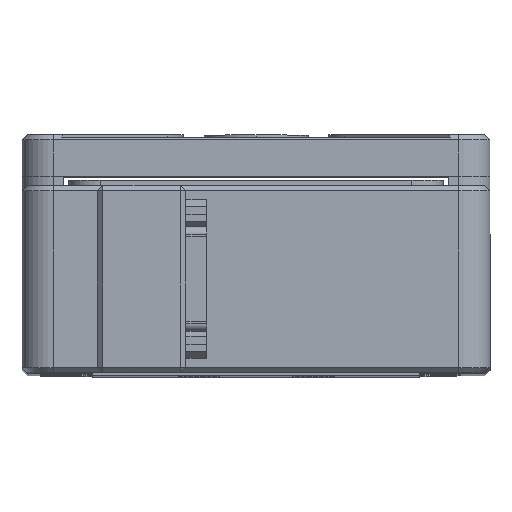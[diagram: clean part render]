
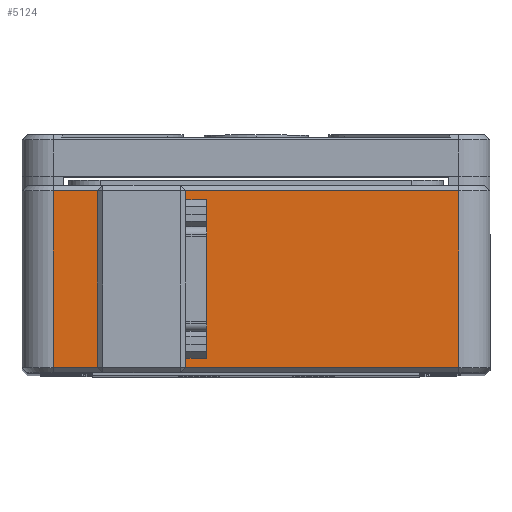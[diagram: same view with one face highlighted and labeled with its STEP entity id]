
A CAD part, top view. The second image highlights one B-rep face of the part: STEP entity #5124.
In plain terms, the highlighted planar face has unit normal (0, 0, 1).
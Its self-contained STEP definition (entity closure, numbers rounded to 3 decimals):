
#158 = ORIENTED_EDGE ( 'NONE', *, *, #4229, .T. ) ;
#345 = LINE ( 'NONE', #3570, #18322 ) ;
#788 = VERTEX_POINT ( 'NONE', #16243 ) ;
#890 = EDGE_CURVE ( 'NONE', #17970, #13592, #7334, .T. ) ;
#1203 = ORIENTED_EDGE ( 'NONE', *, *, #5551, .T. ) ;
#1531 = EDGE_CURVE ( 'NONE', #17970, #12438, #16731, .T. ) ;
#1666 = CARTESIAN_POINT ( 'NONE',  ( 39., -14.5, 220. ) ) ;
#1842 = DIRECTION ( 'NONE',  ( 0., -1., 0. ) ) ;
#1855 = ORIENTED_EDGE ( 'NONE', *, *, #7915, .T. ) ;
#1994 = CARTESIAN_POINT ( 'NONE',  ( -15.5, -12.5, 220. ) ) ;
#2014 = CARTESIAN_POINT ( 'NONE',  ( 0., 4., 220. ) ) ;
#2346 = VECTOR ( 'NONE', #7392, 1000. ) ;
#2688 = VECTOR ( 'NONE', #8909, 1000. ) ;
#2744 = CARTESIAN_POINT ( 'NONE',  ( -28.5, -12.5, 220. ) ) ;
#2906 = VECTOR ( 'NONE', #14906, 1000. ) ;
#2972 = CARTESIAN_POINT ( 'NONE',  ( -28.5, 18.5, 220. ) ) ;
#3107 = CARTESIAN_POINT ( 'NONE',  ( 0., -14.5, 220. ) ) ;
#3150 = VERTEX_POINT ( 'NONE', #3306 ) ;
#3303 = DIRECTION ( 'NONE',  ( -1., 0., 0. ) ) ;
#3306 = CARTESIAN_POINT ( 'NONE',  ( 39., 19.5, 220. ) ) ;
#3392 = CARTESIAN_POINT ( 'NONE',  ( -27.5, 17.5, 220. ) ) ;
#3478 = VECTOR ( 'NONE', #4691, 1000. ) ;
#3570 = CARTESIAN_POINT ( 'NONE',  ( 39., 4., 220. ) ) ;
#3938 = CARTESIAN_POINT ( 'NONE',  ( -16.5, 17.5, 220. ) ) ;
#3969 = EDGE_CURVE ( 'NONE', #3150, #11038, #12388, .T. ) ;
#4052 = EDGE_LOOP ( 'NONE', ( #9759, #11714, #1855, #158 ) ) ;
#4054 = DIRECTION ( 'NONE',  ( -1., 0., 0. ) ) ;
#4229 = EDGE_CURVE ( 'NONE', #788, #16569, #5836, .T. ) ;
#4233 = CARTESIAN_POINT ( 'NONE',  ( -39., 4., 220. ) ) ;
#4281 = ORIENTED_EDGE ( 'NONE', *, *, #6631, .T. ) ;
#4691 = DIRECTION ( 'NONE',  ( 1., 0., 0. ) ) ;
#4816 = LINE ( 'NONE', #2972, #2346 ) ;
#5124 = ADVANCED_FACE ( 'NONE', ( #5563, #6928 ), #12745, .F. ) ;
#5149 = CARTESIAN_POINT ( 'NONE',  ( -16.5, -13.5, 220. ) ) ;
#5232 = DIRECTION ( 'NONE',  ( 0., 1., 0. ) ) ;
#5321 = DIRECTION ( 'NONE',  ( 0., 0., -1. ) ) ;
#5337 = CARTESIAN_POINT ( 'NONE',  ( -27.5, -13.5, 220. ) ) ;
#5551 = EDGE_CURVE ( 'NONE', #10762, #13592, #16836, .T. ) ;
#5563 = FACE_BOUND ( 'NONE', #14920, .T. ) ;
#5836 = LINE ( 'NONE', #3107, #2688 ) ;
#6111 = DIRECTION ( 'NONE',  ( -1., 0., 0. ) ) ;
#6364 = CARTESIAN_POINT ( 'NONE',  ( -28.5, 17.5, 220. ) ) ;
#6631 = EDGE_CURVE ( 'NONE', #14751, #10322, #16106, .T. ) ;
#6928 = FACE_OUTER_BOUND ( 'NONE', #4052, .T. ) ;
#7268 = VECTOR ( 'NONE', #1842, 1000. ) ;
#7334 = LINE ( 'NONE', #11871, #3478 ) ;
#7392 = DIRECTION ( 'NONE',  ( -1., 0., 0. ) ) ;
#7521 = EDGE_CURVE ( 'NONE', #14751, #11512, #4816, .T. ) ;
#7623 = CARTESIAN_POINT ( 'NONE',  ( -27.5, 18.5, 220. ) ) ;
#7915 = EDGE_CURVE ( 'NONE', #11038, #788, #14942, .T. ) ;
#8076 = CIRCLE ( 'NONE', #16855, 1. ) ;
#8140 = CARTESIAN_POINT ( 'NONE',  ( -15.5, 17.5, 220. ) ) ;
#8909 = DIRECTION ( 'NONE',  ( 1., 0., 0. ) ) ;
#9186 = DIRECTION ( 'NONE',  ( 0., 1., 0. ) ) ;
#9267 = DIRECTION ( 'NONE',  ( -1., 0., 0. ) ) ;
#9447 = EDGE_CURVE ( 'NONE', #16662, #12438, #12654, .T. ) ;
#9759 = ORIENTED_EDGE ( 'NONE', *, *, #17238, .T. ) ;
#9803 = EDGE_CURVE ( 'NONE', #10762, #10322, #10399, .T. ) ;
#10322 = VERTEX_POINT ( 'NONE', #8140 ) ;
#10399 = LINE ( 'NONE', #15406, #18481 ) ;
#10409 = CARTESIAN_POINT ( 'NONE',  ( -28.5, 18.5, 220. ) ) ;
#10693 = ORIENTED_EDGE ( 'NONE', *, *, #890, .F. ) ;
#10762 = VERTEX_POINT ( 'NONE', #1994 ) ;
#11038 = VERTEX_POINT ( 'NONE', #14734 ) ;
#11041 = ORIENTED_EDGE ( 'NONE', *, *, #11520, .T. ) ;
#11159 = VECTOR ( 'NONE', #15491, 1000. ) ;
#11512 = VERTEX_POINT ( 'NONE', #7623 ) ;
#11520 = EDGE_CURVE ( 'NONE', #16662, #11512, #8076, .T. ) ;
#11714 = ORIENTED_EDGE ( 'NONE', *, *, #3969, .T. ) ;
#11871 = CARTESIAN_POINT ( 'NONE',  ( -28.5, -13.5, 220. ) ) ;
#12191 = DIRECTION ( 'NONE',  ( 0., 0., -1. ) ) ;
#12258 = ORIENTED_EDGE ( 'NONE', *, *, #9447, .F. ) ;
#12264 = DIRECTION ( 'NONE',  ( -1., 0., 0. ) ) ;
#12388 = LINE ( 'NONE', #17806, #2906 ) ;
#12438 = VERTEX_POINT ( 'NONE', #2744 ) ;
#12450 = CARTESIAN_POINT ( 'NONE',  ( -27.5, -12.5, 220. ) ) ;
#12654 = LINE ( 'NONE', #10409, #7268 ) ;
#12745 = PLANE ( 'NONE',  #14088 ) ;
#12896 = AXIS2_PLACEMENT_3D ( 'NONE', #16445, #12191, #3303 ) ;
#13592 = VERTEX_POINT ( 'NONE', #5149 ) ;
#14012 = DIRECTION ( 'NONE',  ( 0., 0., -1. ) ) ;
#14088 = AXIS2_PLACEMENT_3D ( 'NONE', #2014, #14952, #9267 ) ;
#14172 = AXIS2_PLACEMENT_3D ( 'NONE', #12450, #5321, #4054 ) ;
#14614 = ORIENTED_EDGE ( 'NONE', *, *, #7521, .F. ) ;
#14700 = ORIENTED_EDGE ( 'NONE', *, *, #9803, .F. ) ;
#14734 = CARTESIAN_POINT ( 'NONE',  ( -39., 19.5, 220. ) ) ;
#14751 = VERTEX_POINT ( 'NONE', #16313 ) ;
#14906 = DIRECTION ( 'NONE',  ( -1., 0., 0. ) ) ;
#14920 = EDGE_LOOP ( 'NONE', ( #14614, #4281, #14700, #1203, #10693, #15543, #12258, #11041 ) ) ;
#14942 = LINE ( 'NONE', #4233, #11159 ) ;
#14952 = DIRECTION ( 'NONE',  ( 0., 0., -1. ) ) ;
#15406 = CARTESIAN_POINT ( 'NONE',  ( -15.5, 18.5, 220. ) ) ;
#15491 = DIRECTION ( 'NONE',  ( 0., -1., 0. ) ) ;
#15543 = ORIENTED_EDGE ( 'NONE', *, *, #1531, .T. ) ;
#16106 = CIRCLE ( 'NONE', #17610, 1. ) ;
#16243 = CARTESIAN_POINT ( 'NONE',  ( -39., -14.5, 220. ) ) ;
#16313 = CARTESIAN_POINT ( 'NONE',  ( -16.5, 18.5, 220. ) ) ;
#16445 = CARTESIAN_POINT ( 'NONE',  ( -16.5, -12.5, 220. ) ) ;
#16569 = VERTEX_POINT ( 'NONE', #1666 ) ;
#16662 = VERTEX_POINT ( 'NONE', #6364 ) ;
#16731 = CIRCLE ( 'NONE', #14172, 1. ) ;
#16836 = CIRCLE ( 'NONE', #12896, 1. ) ;
#16855 = AXIS2_PLACEMENT_3D ( 'NONE', #3392, #17674, #6111 ) ;
#17238 = EDGE_CURVE ( 'NONE', #16569, #3150, #345, .T. ) ;
#17610 = AXIS2_PLACEMENT_3D ( 'NONE', #3938, #14012, #12264 ) ;
#17674 = DIRECTION ( 'NONE',  ( 0., 0., -1. ) ) ;
#17806 = CARTESIAN_POINT ( 'NONE',  ( 0., 19.5, 220. ) ) ;
#17970 = VERTEX_POINT ( 'NONE', #5337 ) ;
#18322 = VECTOR ( 'NONE', #9186, 1000. ) ;
#18481 = VECTOR ( 'NONE', #5232, 1000. ) ;
